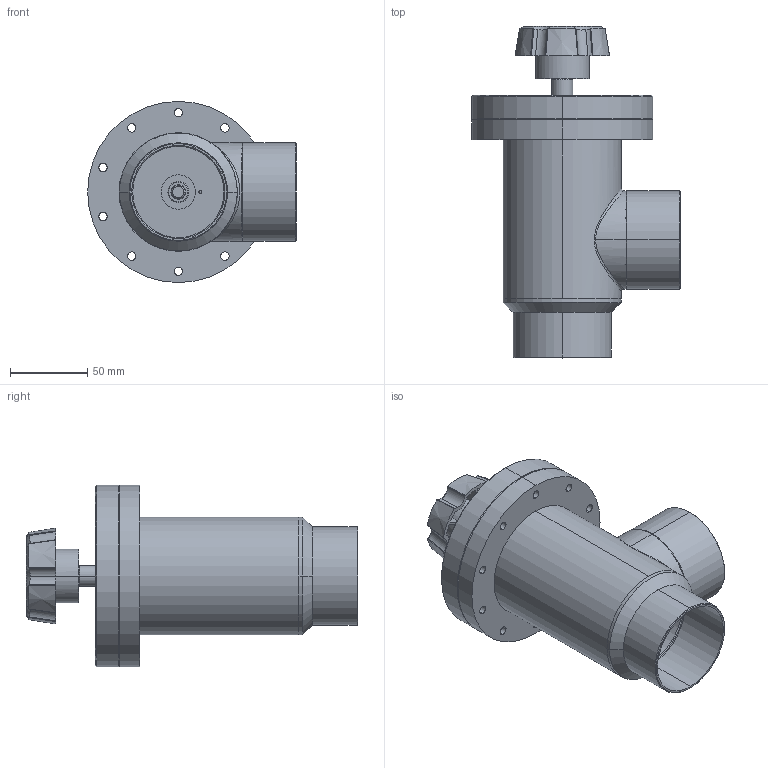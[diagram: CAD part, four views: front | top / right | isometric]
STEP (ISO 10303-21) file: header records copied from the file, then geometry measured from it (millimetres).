
FILE_DESCRIPTION (( 'STEP AP214' ), '1' );
FILE_NAME ('MA-250-H_MANUAL_ANGLE_VALVE.STEP', '2020-05-15T03:45:31', ( 'admin' ), ( 'Microsoft' ), 'SwSTEP 2.0', 'SolidWorks 2016', '' );
FILE_SCHEMA (( 'AUTOMOTIVE_DESIGN' ));
Length unit declared in the file: inch
Products named in the file (1): MA-250-H_MANUAL_ANGLE_VALVE
Bounding box: 134.73 x 214.35 x 117.07 mm (x, y, z)
Volume: 347225.3 mm3; surface area: 170607.4 mm2
Topology: 9 solids, 9 shells, 322 faces, 813 edges, 534 vertices
Faces by surface type: cylinder 154, cone 75, plane 75, bspline 18
Entity records: 12906 total; most frequent: CARTESIAN_POINT 5026, ORIENTED_EDGE 1626, DIRECTION 1593, EDGE_CURVE 813, AXIS2_PLACEMENT_3D 674, VERTEX_POINT 534, EDGE_LOOP 405, CIRCLE 369
